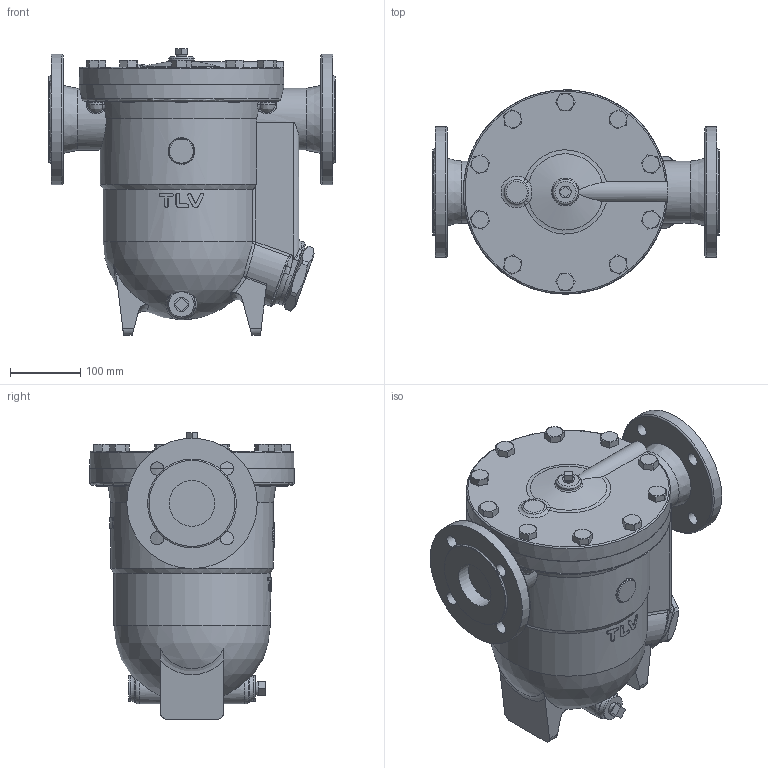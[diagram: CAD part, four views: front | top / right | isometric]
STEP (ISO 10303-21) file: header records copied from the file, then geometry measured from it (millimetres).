
FILE_DESCRIPTION(/* description */ (''),/* implementation_level */ '2;1');
FILE_NAME(/* name */ 'j75x0-065-e0016-00.stp',/* time_stamp */ '2019-05-31T16:18:35+09:00',/* author */ ('nakaot'),/* organization */ (''),/* preprocessor_version */ 'ST-DEVELOPER v15.6',/* originating_system */ 'Autodesk Inventor 2015',/* authorisation */ '');
FILE_SCHEMA (('AUTOMOTIVE_DESIGN { 1 0 10303 214 3 1 1 }'));
Length unit declared in the file: millimetre
Products named in the file (1): j75x0-065-e0016-00
Bounding box: 406 x 290 x 407 mm (x, y, z)
Volume: 17546691.1 mm3; surface area: 658776.3 mm2
Topology: 1 solids, 1 shells, 428 faces, 1037 edges, 648 vertices
Faces by surface type: plane 168, cylinder 87, cone 76, bspline 61, torus 32, sphere 4
Full cylindrical faces by diameter (mm): 13.889 x1, 16 x16, 18 x14, 19 x4, 36 x3, 65 x2, 88 x2, 122 x2, 185 x2, 200 x1, 290 x2
Entity records: 19072 total; most frequent: CARTESIAN_POINT 10229, ORIENTED_EDGE 1860, DIRECTION 1660, EDGE_CURVE 930, AXIS2_PLACEMENT_3D 699, VERTEX_POINT 612, EDGE_LOOP 572, FACE_OUTER_BOUND 428
